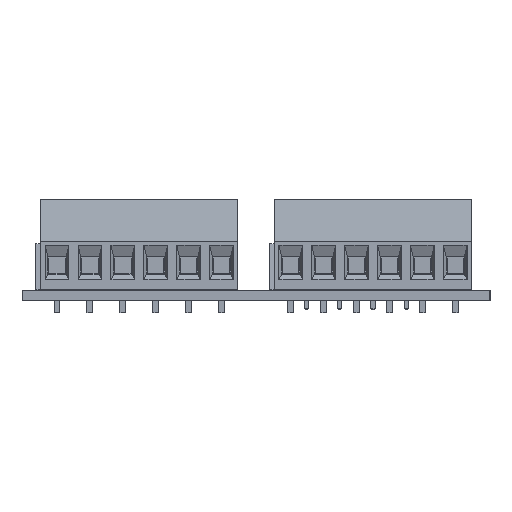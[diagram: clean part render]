
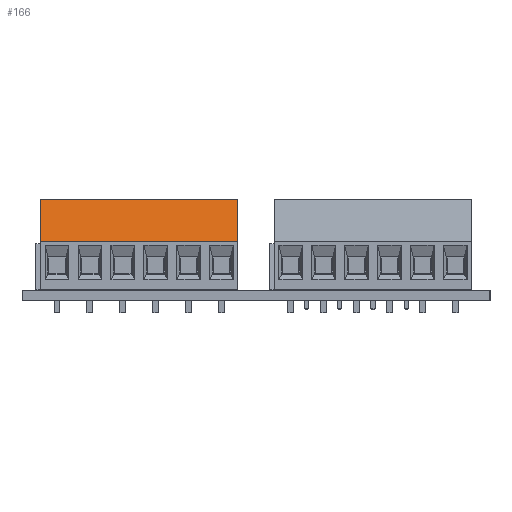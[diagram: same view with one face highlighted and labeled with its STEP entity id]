
A CAD part, left-side view. The second image highlights one B-rep face of the part: STEP entity #166.
In plain terms, the highlighted face is planar.
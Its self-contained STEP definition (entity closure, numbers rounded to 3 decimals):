
#74 = EDGE_CURVE('',#75,#77,#79,.T.);
#75 = VERTEX_POINT('',#76);
#76 = CARTESIAN_POINT('',(-2.5,-2.6,13.8));
#77 = VERTEX_POINT('',#78);
#78 = CARTESIAN_POINT('',(-2.5,-4.1,7.4));
#79 = LINE('',#80,#81);
#80 = CARTESIAN_POINT('',(-2.5,-2.6,13.8));
#81 = VECTOR('',#82,1.);
#82 = DIRECTION('',(0.,-0.228,-0.974));
#166 = ADVANCED_FACE('',(#167),#192,.F.);
#167 = FACE_BOUND('',#168,.F.);
#168 = EDGE_LOOP('',(#169,#177,#185,#191));
#169 = ORIENTED_EDGE('',*,*,#170,.T.);
#170 = EDGE_CURVE('',#75,#171,#173,.T.);
#171 = VERTEX_POINT('',#172);
#172 = CARTESIAN_POINT('',(27.5,-2.6,13.8));
#173 = LINE('',#174,#175);
#174 = CARTESIAN_POINT('',(-2.5,-2.6,13.8));
#175 = VECTOR('',#176,1.);
#176 = DIRECTION('',(1.,0.,0.));
#177 = ORIENTED_EDGE('',*,*,#178,.T.);
#178 = EDGE_CURVE('',#171,#179,#181,.T.);
#179 = VERTEX_POINT('',#180);
#180 = CARTESIAN_POINT('',(27.5,-4.1,7.4));
#181 = LINE('',#182,#183);
#182 = CARTESIAN_POINT('',(27.5,-2.6,13.8));
#183 = VECTOR('',#184,1.);
#184 = DIRECTION('',(0.,-0.228,-0.974));
#185 = ORIENTED_EDGE('',*,*,#186,.F.);
#186 = EDGE_CURVE('',#77,#179,#187,.T.);
#187 = LINE('',#188,#189);
#188 = CARTESIAN_POINT('',(-2.5,-4.1,7.4));
#189 = VECTOR('',#190,1.);
#190 = DIRECTION('',(1.,0.,0.));
#191 = ORIENTED_EDGE('',*,*,#74,.F.);
#192 = PLANE('',#193);
#193 = AXIS2_PLACEMENT_3D('',#194,#195,#196);
#194 = CARTESIAN_POINT('',(-2.5,-2.6,13.8));
#195 = DIRECTION('',(0.,0.974,-0.228));
#196 = DIRECTION('',(0.,-0.228,-0.974));
